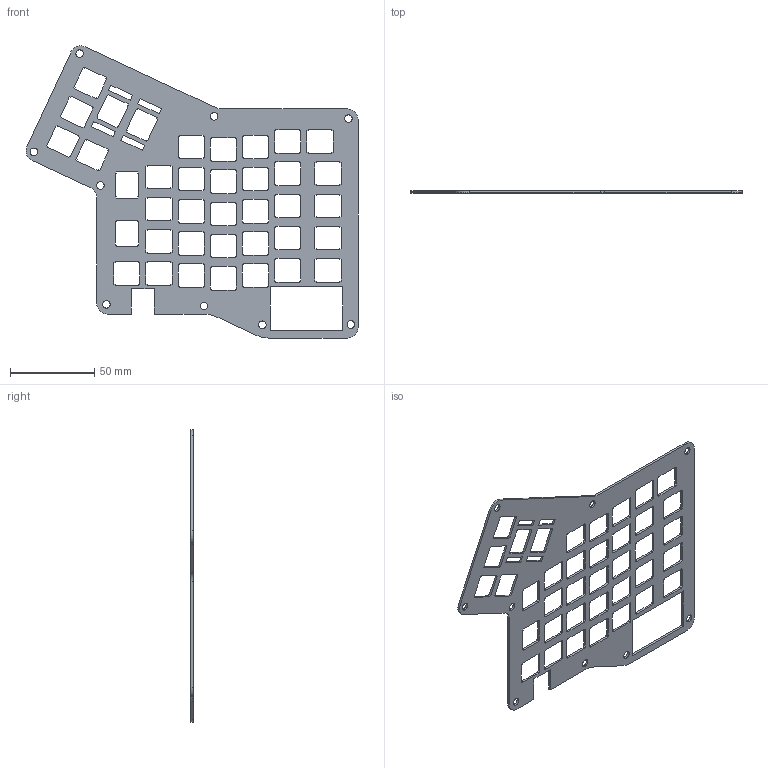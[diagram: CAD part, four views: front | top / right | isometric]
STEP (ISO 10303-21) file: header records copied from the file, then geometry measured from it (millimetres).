
FILE_DESCRIPTION (( 'STEP AP214' ), '1' );
FILE_NAME ('Plate, Switch, ErgoDox.STEP', '2016-04-06T15:25:18', ( 'bmuzzin' ), ( '' ), 'SwSTEP 2.0', 'SolidWorks 2015', '' );
FILE_SCHEMA (( 'AUTOMOTIVE_DESIGN' ));
Length unit declared in the file: inch
Products named in the file (1): Plate, Switch, ErgoDox
Bounding box: 196.54 x 1.3 x 173.04 mm (x, y, z)
Volume: 17541.6 mm3; surface area: 31309.8 mm2
Topology: 1 solids, 1 shells, 518 faces, 1548 edges, 1032 vertices
Faces by surface type: plane 491, cylinder 27
Entity records: 17354 total; most frequent: CARTESIAN_POINT 3099, ORIENTED_EDGE 3096, DIRECTION 2640, EDGE_CURVE 1548, LINE 1494, VECTOR 1494, VERTEX_POINT 1032, EDGE_LOOP 622
